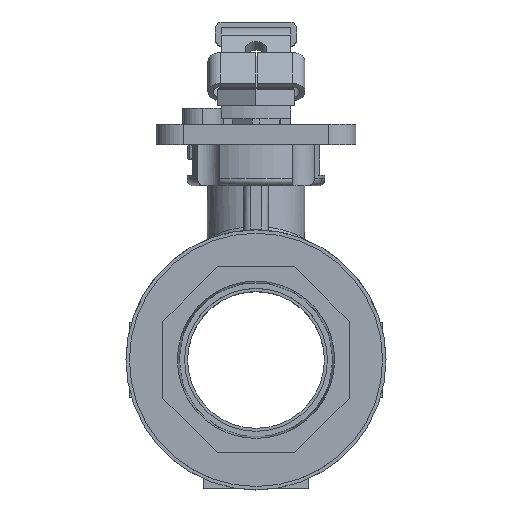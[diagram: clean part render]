
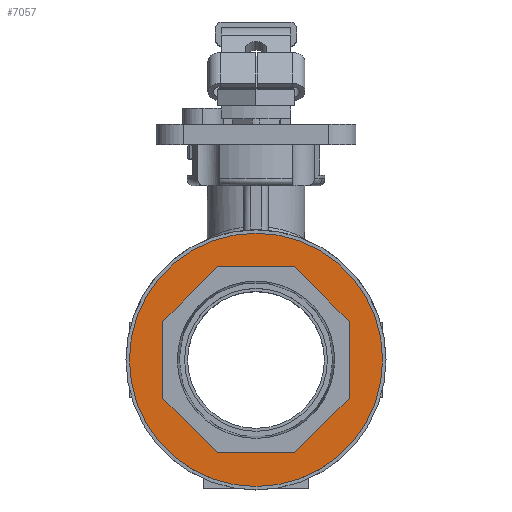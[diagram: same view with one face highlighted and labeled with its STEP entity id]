
A CAD part, top view. The second image highlights one B-rep face of the part: STEP entity #7057.
In plain terms, the highlighted planar face has unit normal (0, 0, 1).
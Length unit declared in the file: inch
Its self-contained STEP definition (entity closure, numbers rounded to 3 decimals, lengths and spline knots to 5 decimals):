
#23 = VERTEX_POINT ( 'NONE', #6254 ) ;
#139 = ORIENTED_EDGE ( 'NONE', *, *, #8944, .T. ) ;
#245 = AXIS2_PLACEMENT_3D ( 'NONE', #10971, #9290, #10171 ) ;
#281 = CARTESIAN_POINT ( 'NONE',  ( 0.70416, 1.7, 0.15 ) ) ;
#424 = VERTEX_POINT ( 'NONE', #9975 ) ;
#739 = CARTESIAN_POINT ( 'NONE',  ( -0.70416, 1.7, 0.15 ) ) ;
#857 = CARTESIAN_POINT ( 'NONE',  ( 1.7, 0.70416, 0.15 ) ) ;
#886 = EDGE_CURVE ( 'NONE', #424, #7597, #5636, .T. ) ;
#1597 = EDGE_LOOP ( 'NONE', ( #139, #10921 ) ) ;
#2034 = VECTOR ( 'NONE', #11287, 39.37008 ) ;
#2035 = DIRECTION ( 'NONE',  ( 0., 0., 1. ) ) ;
#2193 = CARTESIAN_POINT ( 'NONE',  ( 1.7, -0.70416, 0.15 ) ) ;
#2217 = EDGE_CURVE ( 'NONE', #10543, #424, #8810, .T. ) ;
#2297 = ORIENTED_EDGE ( 'NONE', *, *, #10074, .F. ) ;
#2412 = VERTEX_POINT ( 'NONE', #2193 ) ;
#2474 = ORIENTED_EDGE ( 'NONE', *, *, #4831, .F. ) ;
#2724 = DIRECTION ( 'NONE',  ( -1., 0., 0. ) ) ;
#2869 = CARTESIAN_POINT ( 'NONE',  ( 0., 0., 0.15 ) ) ;
#2942 = ORIENTED_EDGE ( 'NONE', *, *, #886, .F. ) ;
#3008 = DIRECTION ( 'NONE',  ( 0.707, 0.707, 0. ) ) ;
#3195 = DIRECTION ( 'NONE',  ( 0.707, -0.707, 0. ) ) ;
#3366 = VECTOR ( 'NONE', #6283, 39.37008 ) ;
#3746 = VERTEX_POINT ( 'NONE', #7855 ) ;
#3834 = FACE_OUTER_BOUND ( 'NONE', #1597, .T. ) ;
#3847 = ORIENTED_EDGE ( 'NONE', *, *, #2217, .F. ) ;
#3958 = FACE_BOUND ( 'NONE', #9899, .T. ) ;
#4046 = CARTESIAN_POINT ( 'NONE',  ( 0.70416, -1.7, 0.15 ) ) ;
#4117 = VECTOR ( 'NONE', #11312, 39.37008 ) ;
#4223 = EDGE_CURVE ( 'NONE', #11480, #3746, #10311, .T. ) ;
#4249 = LINE ( 'NONE', #10296, #4117 ) ;
#4359 = CARTESIAN_POINT ( 'NONE',  ( 1.7, 0.70416, 0.15 ) ) ;
#4647 = PLANE ( 'NONE',  #6957 ) ;
#4779 = ORIENTED_EDGE ( 'NONE', *, *, #6338, .F. ) ;
#4790 = VECTOR ( 'NONE', #3195, 39.37008 ) ;
#4831 = EDGE_CURVE ( 'NONE', #7597, #23, #7920, .T. ) ;
#5197 = AXIS2_PLACEMENT_3D ( 'NONE', #2869, #6434, #7191 ) ;
#5559 = CARTESIAN_POINT ( 'NONE',  ( 2.3125, 0., 0.15 ) ) ;
#5573 = CARTESIAN_POINT ( 'NONE',  ( -0.70416, 1.7, 0.15 ) ) ;
#5636 = LINE ( 'NONE', #281, #8554 ) ;
#5755 = LINE ( 'NONE', #11080, #6106 ) ;
#5859 = EDGE_CURVE ( 'NONE', #7760, #7475, #9494, .T. ) ;
#6066 = LINE ( 'NONE', #8703, #7278 ) ;
#6106 = VECTOR ( 'NONE', #7638, 39.37008 ) ;
#6254 = CARTESIAN_POINT ( 'NONE',  ( -1.7, 0.70416, 0.15 ) ) ;
#6283 = DIRECTION ( 'NONE',  ( -0.707, 0.707, 0. ) ) ;
#6338 = EDGE_CURVE ( 'NONE', #7475, #7773, #5755, .T. ) ;
#6434 = DIRECTION ( 'NONE',  ( 0., 0., 1. ) ) ;
#6957 = AXIS2_PLACEMENT_3D ( 'NONE', #10840, #2035, #7522 ) ;
#6985 = CARTESIAN_POINT ( 'NONE',  ( -0.70416, -1.7, 0.15 ) ) ;
#7057 = ADVANCED_FACE ( 'NONE', ( #3834, #3958 ), #4647, .T. ) ;
#7191 = DIRECTION ( 'NONE',  ( 1., 0., 0. ) ) ;
#7278 = VECTOR ( 'NONE', #11267, 39.37008 ) ;
#7475 = VERTEX_POINT ( 'NONE', #6985 ) ;
#7522 = DIRECTION ( 'NONE',  ( 1., 0., 0. ) ) ;
#7585 = EDGE_CURVE ( 'NONE', #7773, #2412, #8159, .T. ) ;
#7597 = VERTEX_POINT ( 'NONE', #5573 ) ;
#7638 = DIRECTION ( 'NONE',  ( 1., 0., 0. ) ) ;
#7760 = VERTEX_POINT ( 'NONE', #10363 ) ;
#7773 = VERTEX_POINT ( 'NONE', #4046 ) ;
#7855 = CARTESIAN_POINT ( 'NONE',  ( -2.3125, 0., 0.15 ) ) ;
#7920 = LINE ( 'NONE', #739, #2034 ) ;
#8159 = LINE ( 'NONE', #10997, #9777 ) ;
#8395 = CIRCLE ( 'NONE', #5197, 2.3125 ) ;
#8423 = ORIENTED_EDGE ( 'NONE', *, *, #5859, .F. ) ;
#8554 = VECTOR ( 'NONE', #2724, 39.37008 ) ;
#8703 = CARTESIAN_POINT ( 'NONE',  ( -1.7, 0.70416, 0.15 ) ) ;
#8810 = LINE ( 'NONE', #4359, #3366 ) ;
#8944 = EDGE_CURVE ( 'NONE', #3746, #11480, #8395, .T. ) ;
#9290 = DIRECTION ( 'NONE',  ( 0., 0., 1. ) ) ;
#9494 = LINE ( 'NONE', #11186, #4790 ) ;
#9777 = VECTOR ( 'NONE', #3008, 39.37008 ) ;
#9870 = ORIENTED_EDGE ( 'NONE', *, *, #10773, .F. ) ;
#9875 = ORIENTED_EDGE ( 'NONE', *, *, #7585, .F. ) ;
#9899 = EDGE_LOOP ( 'NONE', ( #2942, #3847, #9870, #9875, #4779, #8423, #2297, #2474 ) ) ;
#9975 = CARTESIAN_POINT ( 'NONE',  ( 0.70416, 1.7, 0.15 ) ) ;
#10074 = EDGE_CURVE ( 'NONE', #23, #7760, #6066, .T. ) ;
#10171 = DIRECTION ( 'NONE',  ( 1., 0., 0. ) ) ;
#10296 = CARTESIAN_POINT ( 'NONE',  ( 1.7, -0.70416, 0.15 ) ) ;
#10311 = CIRCLE ( 'NONE', #245, 2.3125 ) ;
#10363 = CARTESIAN_POINT ( 'NONE',  ( -1.7, -0.70416, 0.15 ) ) ;
#10543 = VERTEX_POINT ( 'NONE', #857 ) ;
#10773 = EDGE_CURVE ( 'NONE', #2412, #10543, #4249, .T. ) ;
#10840 = CARTESIAN_POINT ( 'NONE',  ( 0., 0., 0.15 ) ) ;
#10921 = ORIENTED_EDGE ( 'NONE', *, *, #4223, .T. ) ;
#10971 = CARTESIAN_POINT ( 'NONE',  ( 0., 0., 0.15 ) ) ;
#10997 = CARTESIAN_POINT ( 'NONE',  ( 0.70416, -1.7, 0.15 ) ) ;
#11080 = CARTESIAN_POINT ( 'NONE',  ( -0.70416, -1.7, 0.15 ) ) ;
#11186 = CARTESIAN_POINT ( 'NONE',  ( -1.7, -0.70416, 0.15 ) ) ;
#11267 = DIRECTION ( 'NONE',  ( 0., -1., 0. ) ) ;
#11287 = DIRECTION ( 'NONE',  ( -0.707, -0.707, 0. ) ) ;
#11312 = DIRECTION ( 'NONE',  ( 0., 1., 0. ) ) ;
#11480 = VERTEX_POINT ( 'NONE', #5559 ) ;
